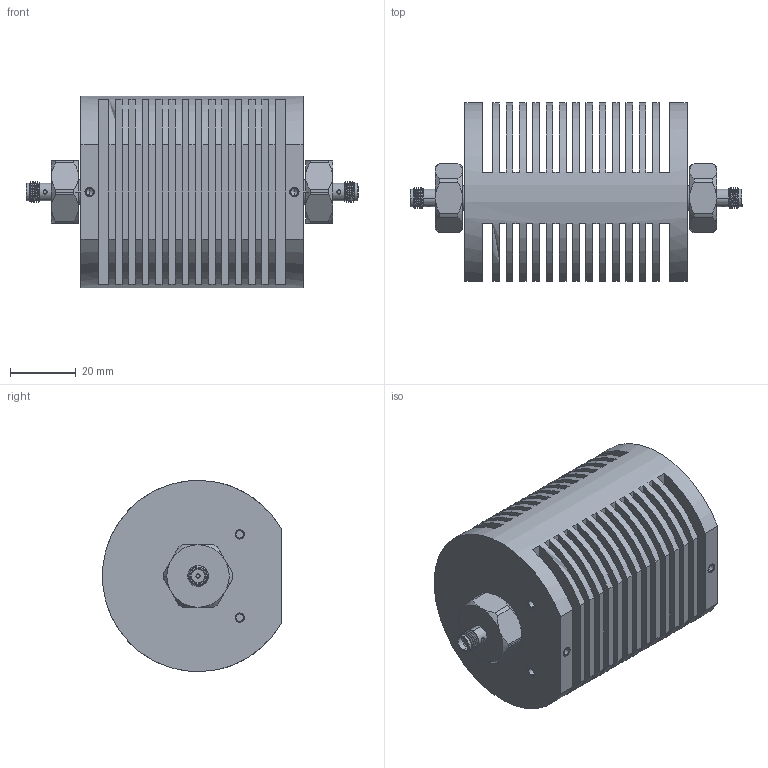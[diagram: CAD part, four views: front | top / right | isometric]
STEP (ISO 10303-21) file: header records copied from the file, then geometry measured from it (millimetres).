
FILE_DESCRIPTION (( 'STEP AP203' ), '1' );
FILE_NAME ('PE73XX.step', '2019-05-15T18:45:05', ( '' ), ( '' ), 'SwSTEP 2.0', 'SolidWorks 2018', '' );
FILE_SCHEMA (( 'CONFIG_CONTROL_DESIGN' ));
Length unit declared in the file: inch
Products named in the file (1): PE73XX
Bounding box: 101.35 x 54.51 x 58.38 mm (x, y, z)
Volume: 129920.2 mm3; surface area: 66866.5 mm2
Topology: 5 solids, 5 shells, 284 faces, 686 edges, 442 vertices
Faces by surface type: plane 137, cylinder 85, cone 56, bspline 6
Entity records: 10597 total; most frequent: CARTESIAN_POINT 3891, DIRECTION 1402, ORIENTED_EDGE 1364, EDGE_CURVE 682, AXIS2_PLACEMENT_3D 555, VERTEX_POINT 442, EDGE_LOOP 334, LINE 292
